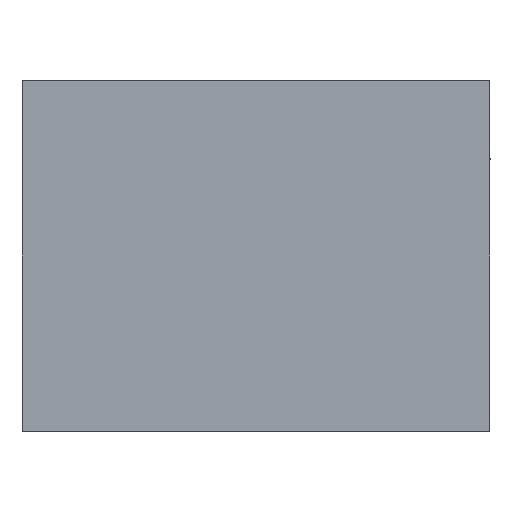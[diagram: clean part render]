
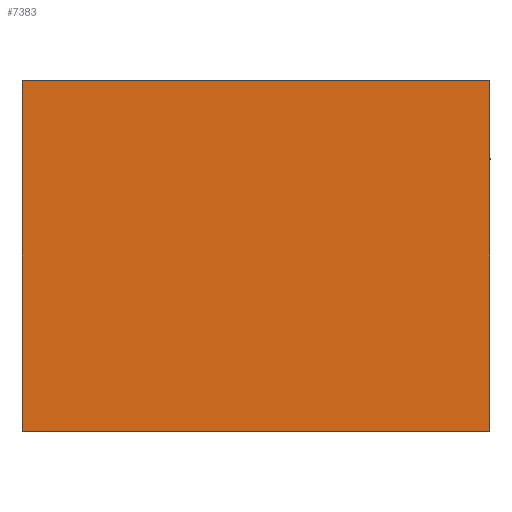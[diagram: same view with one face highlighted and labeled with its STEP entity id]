
A CAD part, left-side view. The second image highlights one B-rep face of the part: STEP entity #7383.
In plain terms, the highlighted planar face has unit normal (-1, 0, 0).
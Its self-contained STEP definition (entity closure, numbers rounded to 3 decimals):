
#1394=ORIENTED_EDGE('',*,*,#3006,.F.);
#1395=ORIENTED_EDGE('',*,*,#3029,.F.);
#1396=ORIENTED_EDGE('',*,*,#3010,.F.);
#1397=ORIENTED_EDGE('',*,*,#3028,.F.);
#3006=EDGE_CURVE('',#3930,#3931,#4738,.T.);
#3010=EDGE_CURVE('',#3934,#3935,#4742,.T.);
#3028=EDGE_CURVE('',#3931,#3934,#4760,.T.);
#3029=EDGE_CURVE('',#3935,#3930,#4761,.T.);
#3930=VERTEX_POINT('',#12658);
#3931=VERTEX_POINT('',#12659);
#3934=VERTEX_POINT('',#12667);
#3935=VERTEX_POINT('',#12668);
#4738=LINE('',#12657,#5654);
#4742=LINE('',#12666,#5658);
#4760=LINE('',#12694,#5676);
#4761=LINE('',#12696,#5677);
#5654=VECTOR('',#10525,1000.);
#5658=VECTOR('',#10531,1000.);
#5676=VECTOR('',#10561,1000.);
#5677=VECTOR('',#10564,1000.);
#6319=EDGE_LOOP('',(#1394,#1395,#1396,#1397));
#6709=FACE_BOUND('',#6319,.T.);
#7047=PLANE('',#9272);
#7383=ADVANCED_FACE('',(#6709),#7047,.F.);
#9272=AXIS2_PLACEMENT_3D('',#12697,#10565,#10566);
#10525=DIRECTION('',(0.,0.,1.));
#10531=DIRECTION('',(0.,0.,-1.));
#10561=DIRECTION('',(0.,-1.,0.));
#10564=DIRECTION('',(0.,1.,0.));
#10565=DIRECTION('',(1.,0.,0.));
#10566=DIRECTION('',(0.,1.,0.));
#12657=CARTESIAN_POINT('',(0.,2.,-1.5));
#12658=CARTESIAN_POINT('',(0.,2.,-1.5));
#12659=CARTESIAN_POINT('',(0.,2.,1.5));
#12666=CARTESIAN_POINT('',(0.,-2.,1.5));
#12667=CARTESIAN_POINT('',(0.,-2.,1.5));
#12668=CARTESIAN_POINT('',(0.,-2.,-1.5));
#12694=CARTESIAN_POINT('',(0.,2.,1.5));
#12696=CARTESIAN_POINT('',(0.,-2.,-1.5));
#12697=CARTESIAN_POINT('',(0.,0.,0.));
